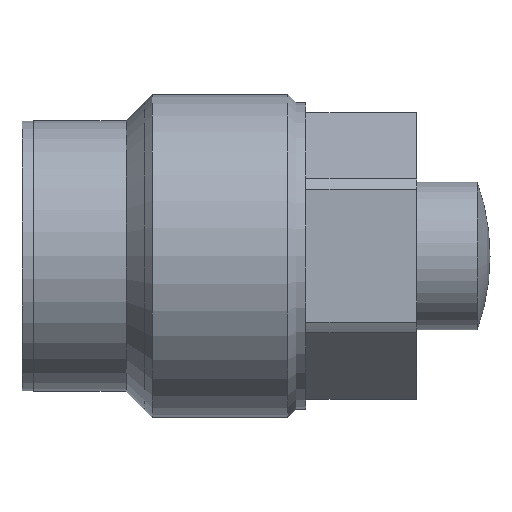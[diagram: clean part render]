
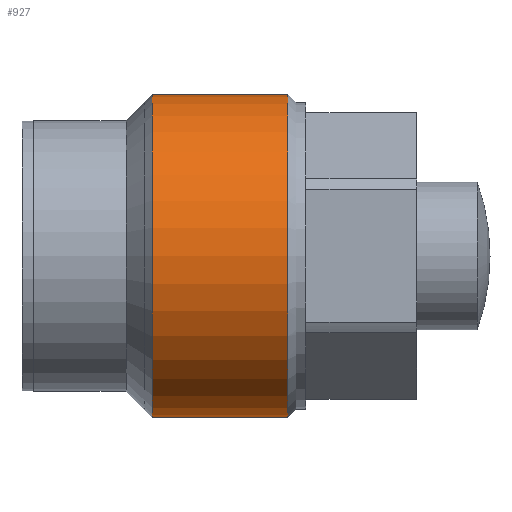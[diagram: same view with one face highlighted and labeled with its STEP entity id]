
A CAD part, top view. The second image highlights one B-rep face of the part: STEP entity #927.
In plain terms, the highlighted cylindrical face has radius 13.868 mm (diameter 27.737 mm), a partial arc.
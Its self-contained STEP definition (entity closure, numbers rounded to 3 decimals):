
#116=CARTESIAN_POINT('',(21.819,0.,0.));
#117=DIRECTION('',(1.,0.,0.));
#118=DIRECTION('',(0.,1.,0.));
#119=AXIS2_PLACEMENT_3D('',#116,#117,#118);
#364=DIRECTION('',(-1.,0.,0.));
#365=VECTOR('',#364,11.646);
#366=CARTESIAN_POINT('',(21.819,13.868,0.));
#367=LINE('',#366,#365);
#368=DIRECTION('',(-1.,0.,0.));
#369=VECTOR('',#368,11.646);
#370=CARTESIAN_POINT('',(21.819,-13.868,0.));
#371=LINE('',#370,#369);
#372=CARTESIAN_POINT('',(10.173,0.,0.));
#373=DIRECTION('',(1.,0.,0.));
#374=DIRECTION('',(0.,1.,0.));
#375=AXIS2_PLACEMENT_3D('',#372,#373,#374);
#458=CARTESIAN_POINT('',(10.173,13.868,0.));
#459=CARTESIAN_POINT('',(10.173,-13.868,0.));
#460=VERTEX_POINT('',#458);
#461=VERTEX_POINT('',#459);
#490=CARTESIAN_POINT('',(21.819,13.868,0.));
#491=CARTESIAN_POINT('',(21.819,-13.868,0.));
#492=VERTEX_POINT('',#490);
#493=VERTEX_POINT('',#491);
#915=CARTESIAN_POINT('',(-1.645,0.,0.));
#916=DIRECTION('',(1.,0.,0.));
#917=DIRECTION('',(0.,-1.,0.));
#918=AXIS2_PLACEMENT_3D('',#915,#916,#917);
#919=CYLINDRICAL_SURFACE('',#918,13.868);
#920=ORIENTED_EDGE('',*,*,#543,.T.);
#921=ORIENTED_EDGE('',*,*,#910,.T.);
#923=ORIENTED_EDGE('',*,*,#922,.F.);
#924=ORIENTED_EDGE('',*,*,#906,.F.);
#925=EDGE_LOOP('',(#920,#921,#923,#924));
#926=FACE_OUTER_BOUND('',#925,.F.);
#927=ADVANCED_FACE('',(#926),#919,.T.);
#120=CIRCLE('',#119,13.868);
#376=CIRCLE('',#375,13.868);
#543=EDGE_CURVE('',#492,#493,#120,.T.);
#906=EDGE_CURVE('',#492,#460,#367,.T.);
#910=EDGE_CURVE('',#493,#461,#371,.T.);
#922=EDGE_CURVE('',#460,#461,#376,.T.);
